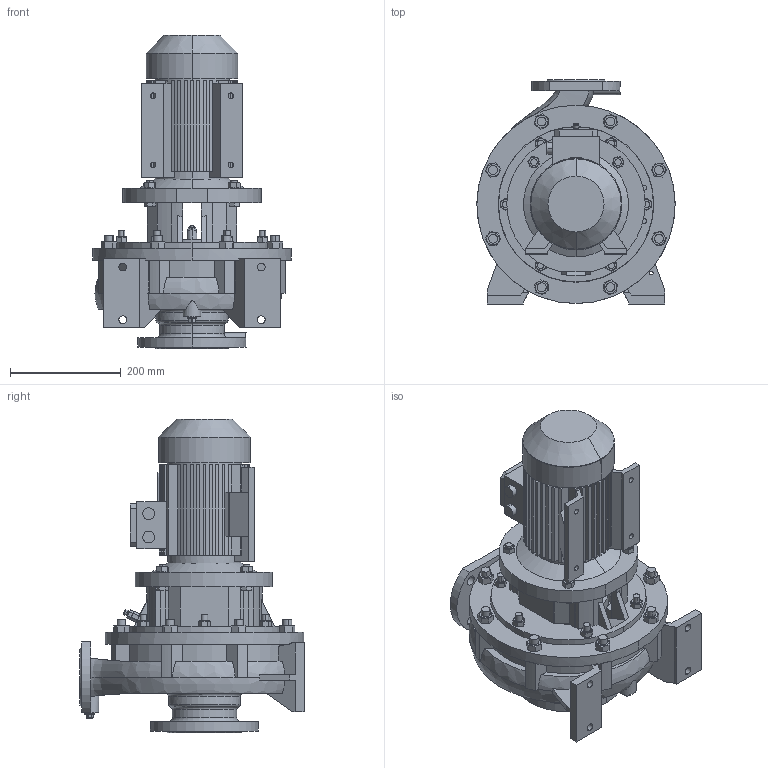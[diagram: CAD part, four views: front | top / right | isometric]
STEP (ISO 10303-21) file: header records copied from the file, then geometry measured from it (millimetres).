
FILE_DESCRIPTION (( 'STEP AP214' ), '1' );
FILE_NAME ('ﾌﾓ-311-200-ﾌ3-311-273-01-43.step', '2025-04-07T08:21:51', ( 'adb' ), ( '' ), 'SwSTEP 2.0', 'SolidWorks 2016', '' );
FILE_SCHEMA (( 'AUTOMOTIVE_DESIGN' ));
Length unit declared in the file: millimetre
Products named in the file (1): ﾌﾓ-311-200-ﾌ3-311-273-01-43
Bounding box: 358 x 405 x 566 mm (x, y, z)
Volume: 14900708 mm3; surface area: 1592969.4 mm2
Topology: 8 solids, 27 shells, 1213 faces, 3096 edges, 2020 vertices
Faces by surface type: plane 653, cylinder 405, cone 117, bspline 31, torus 7
Entity records: 60695 total; most frequent: CARTESIAN_POINT 17881, ORIENTED_EDGE 6188, DIRECTION 5959, EDGE_CURVE 3094, AXIS2_PLACEMENT_3D 2174, VERTEX_POINT 2020, VECTOR 1611, LINE 1611
